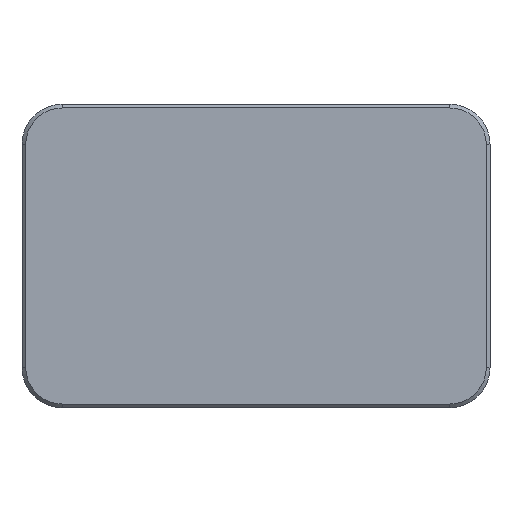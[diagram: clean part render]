
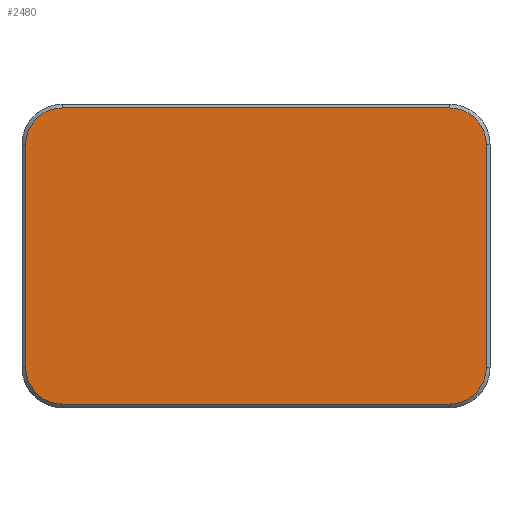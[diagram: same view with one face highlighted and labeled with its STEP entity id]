
A CAD part, front view. The second image highlights one B-rep face of the part: STEP entity #2480.
In plain terms, the highlighted planar face has unit normal (0, -1, 0).
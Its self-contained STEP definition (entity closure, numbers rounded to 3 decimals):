
#50=CIRCLE('',#2614,2.);
#52=CIRCLE('',#2618,2.);
#54=CIRCLE('',#2622,2.);
#56=CIRCLE('',#2626,2.);
#182=LINE('',#4313,#418);
#186=LINE('',#4325,#422);
#190=LINE('',#4337,#426);
#194=LINE('',#4349,#430);
#418=VECTOR('',#2882,10.);
#422=VECTOR('',#2894,10.);
#426=VECTOR('',#2906,10.);
#430=VECTOR('',#2918,10.);
#626=PLANE('',#2632);
#729=FACE_OUTER_BOUND('',#877,.T.);
#877=EDGE_LOOP('',(#1893,#1894,#1895,#1896,#1897,#1898,#1899,#1900));
#1121=VERTEX_POINT('',#4310);
#1122=VERTEX_POINT('',#4312);
#1124=VERTEX_POINT('',#4318);
#1126=VERTEX_POINT('',#4323);
#1128=VERTEX_POINT('',#4330);
#1130=VERTEX_POINT('',#4335);
#1132=VERTEX_POINT('',#4342);
#1134=VERTEX_POINT('',#4347);
#1388=EDGE_CURVE('',#1121,#1122,#182,.T.);
#1392=EDGE_CURVE('',#1124,#1121,#50,.T.);
#1394=EDGE_CURVE('',#1126,#1124,#186,.T.);
#1398=EDGE_CURVE('',#1128,#1126,#52,.T.);
#1400=EDGE_CURVE('',#1130,#1128,#190,.T.);
#1404=EDGE_CURVE('',#1132,#1130,#54,.T.);
#1406=EDGE_CURVE('',#1134,#1132,#194,.T.);
#1409=EDGE_CURVE('',#1122,#1134,#56,.T.);
#1893=ORIENTED_EDGE('',*,*,#1388,.F.);
#1894=ORIENTED_EDGE('',*,*,#1392,.F.);
#1895=ORIENTED_EDGE('',*,*,#1394,.F.);
#1896=ORIENTED_EDGE('',*,*,#1398,.F.);
#1897=ORIENTED_EDGE('',*,*,#1400,.F.);
#1898=ORIENTED_EDGE('',*,*,#1404,.F.);
#1899=ORIENTED_EDGE('',*,*,#1406,.F.);
#1900=ORIENTED_EDGE('',*,*,#1409,.F.);
#2480=ADVANCED_FACE('',(#729),#626,.T.);
#2614=AXIS2_PLACEMENT_3D('',#4320,#2889,#2890);
#2618=AXIS2_PLACEMENT_3D('',#4332,#2901,#2902);
#2622=AXIS2_PLACEMENT_3D('',#4344,#2913,#2914);
#2626=AXIS2_PLACEMENT_3D('',#4353,#2924,#2925);
#2632=AXIS2_PLACEMENT_3D('',#4370,#2942,#2943);
#2882=DIRECTION('',(1.,0.,0.));
#2889=DIRECTION('center_axis',(0.,1.,0.));
#2890=DIRECTION('ref_axis',(-0.707,0.,0.707));
#2894=DIRECTION('',(0.,0.,1.));
#2901=DIRECTION('center_axis',(0.,1.,0.));
#2902=DIRECTION('ref_axis',(-0.707,0.,-0.707));
#2906=DIRECTION('',(-1.,0.,0.));
#2913=DIRECTION('center_axis',(0.,1.,0.));
#2914=DIRECTION('ref_axis',(0.707,0.,-0.707));
#2918=DIRECTION('',(0.,0.,-1.));
#2924=DIRECTION('center_axis',(0.,1.,0.));
#2925=DIRECTION('ref_axis',(0.707,0.,0.707));
#2942=DIRECTION('center_axis',(0.,-1.,0.));
#2943=DIRECTION('ref_axis',(0.,0.,-1.));
#4310=CARTESIAN_POINT('',(-10.6,-4.2,8.1));
#4312=CARTESIAN_POINT('',(10.6,-4.2,8.1));
#4313=CARTESIAN_POINT('',(6.4,-4.2,8.1));
#4318=CARTESIAN_POINT('',(-12.6,-4.2,6.1));
#4320=CARTESIAN_POINT('Origin',(-10.6,-4.2,6.1));
#4323=CARTESIAN_POINT('',(-12.6,-4.2,-6.1));
#4325=CARTESIAN_POINT('',(-12.6,-4.2,4.15));
#4330=CARTESIAN_POINT('',(-10.6,-4.2,-8.1));
#4332=CARTESIAN_POINT('Origin',(-10.6,-4.2,-6.1));
#4335=CARTESIAN_POINT('',(10.6,-4.2,-8.1));
#4337=CARTESIAN_POINT('',(-6.4,-4.2,-8.1));
#4342=CARTESIAN_POINT('',(12.6,-4.2,-6.1));
#4344=CARTESIAN_POINT('Origin',(10.6,-4.2,-6.1));
#4347=CARTESIAN_POINT('',(12.6,-4.2,6.1));
#4349=CARTESIAN_POINT('',(12.6,-4.2,-4.15));
#4353=CARTESIAN_POINT('Origin',(10.6,-4.2,6.1));
#4370=CARTESIAN_POINT('Origin',(0.,-4.2,0.));
